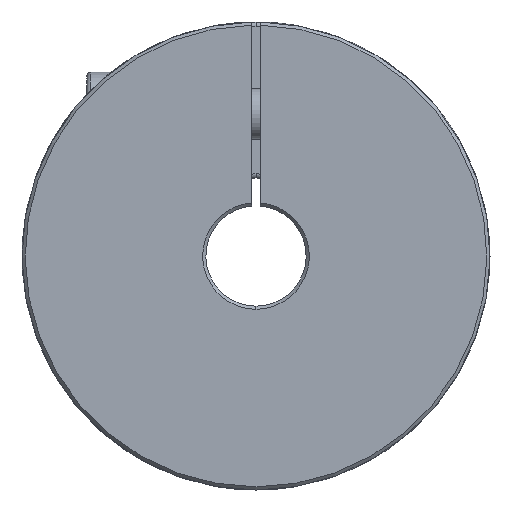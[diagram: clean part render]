
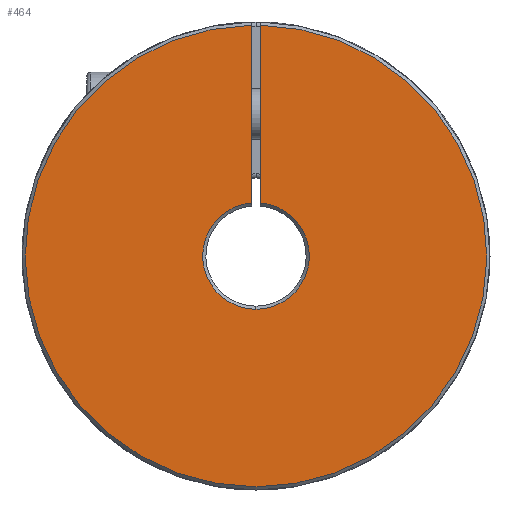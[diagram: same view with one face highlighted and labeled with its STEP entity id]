
A CAD part, left-side view. The second image highlights one B-rep face of the part: STEP entity #464.
In plain terms, the highlighted planar face has unit normal (-1, 0, 0).
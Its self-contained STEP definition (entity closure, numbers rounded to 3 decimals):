
#464 = ADVANCED_FACE ( 'NONE', ( #5076 ), #5709, .T. ) ;
#514 = VERTEX_POINT ( 'NONE', #5765 ) ;
#515 = VERTEX_POINT ( 'NONE', #5766 ) ;
#547 = VERTEX_POINT ( 'NONE', #5798 ) ;
#550 = VERTEX_POINT ( 'NONE', #5801 ) ;
#562 = VERTEX_POINT ( 'NONE', #5813 ) ;
#1394 = EDGE_CURVE ( 'NONE', #514, #515, #5225, .T. ) ;
#1517 = EDGE_CURVE ( 'NONE', #550, #562, #5344, .T. ) ;
#1520 = EDGE_CURVE ( 'NONE', #550, #514, #5355, .T. ) ;
#1521 = EDGE_CURVE ( 'NONE', #547, #562, #5357, .T. ) ;
#1522 = EDGE_CURVE ( 'NONE', #515, #547, #5322, .T. ) ;
#2878 = EDGE_LOOP ( 'NONE', ( #3263, #3264, #3265, #3266, #3267 ) ) ;
#3263 = ORIENTED_EDGE ( 'NONE', *, *, #1522, .F. ) ;
#3264 = ORIENTED_EDGE ( 'NONE', *, *, #1394, .F. ) ;
#3265 = ORIENTED_EDGE ( 'NONE', *, *, #1520, .F. ) ;
#3266 = ORIENTED_EDGE ( 'NONE', *, *, #1517, .T. ) ;
#3267 = ORIENTED_EDGE ( 'NONE', *, *, #1521, .F. ) ;
#3601 = AXIS2_PLACEMENT_3D ( 'NONE', #5708, #5714, #5715 ) ;
#5076 = FACE_OUTER_BOUND ( 'NONE', #2878, .T. ) ;
#5225 = CIRCLE ( 'NONE', #6291, 6.381 ) ;
#5322 = LINE ( 'NONE', #7237, #5346 ) ;
#5342 = VECTOR ( 'NONE', #7225, 1000. ) ;
#5344 = LINE ( 'NONE', #7224, #5342 ) ;
#5346 = VECTOR ( 'NONE', #7238, 1000. ) ;
#5355 = CIRCLE ( 'NONE', #6383, 6.381 ) ;
#5357 = CIRCLE ( 'NONE', #6381, 27.619 ) ;
#5708 = CARTESIAN_POINT ( 'NONE',  ( -29., 0., 0. ) ) ;
#5709 = PLANE ( 'NONE',  #3601 ) ;
#5714 = DIRECTION ( 'NONE',  ( -1., 0., 0. ) ) ;
#5715 = DIRECTION ( 'NONE',  ( 0., 0., -1. ) ) ;
#5765 = CARTESIAN_POINT ( 'NONE',  ( -29., 0., -6.381 ) ) ;
#5766 = CARTESIAN_POINT ( 'NONE',  ( -29., -0.5, 6.361 ) ) ;
#5798 = CARTESIAN_POINT ( 'NONE',  ( -29., -0.5, 27.614 ) ) ;
#5801 = CARTESIAN_POINT ( 'NONE',  ( -29., 0.5, 6.361 ) ) ;
#5813 = CARTESIAN_POINT ( 'NONE',  ( -29., 0.5, 27.614 ) ) ;
#6291 = AXIS2_PLACEMENT_3D ( 'NONE', #6709, #6710, #6711 ) ;
#6381 = AXIS2_PLACEMENT_3D ( 'NONE', #7233, #7235, #7236 ) ;
#6383 = AXIS2_PLACEMENT_3D ( 'NONE', #7230, #7231, #7232 ) ;
#6709 = CARTESIAN_POINT ( 'NONE',  ( -29., 0., 0. ) ) ;
#6710 = DIRECTION ( 'NONE',  ( -1., 0., 0. ) ) ;
#6711 = DIRECTION ( 'NONE',  ( 0., 0., -1. ) ) ;
#7224 = CARTESIAN_POINT ( 'NONE',  ( -29., 0.5, 0. ) ) ;
#7225 = DIRECTION ( 'NONE',  ( 0., 0., 1. ) ) ;
#7230 = CARTESIAN_POINT ( 'NONE',  ( -29., 0., 0. ) ) ;
#7231 = DIRECTION ( 'NONE',  ( -1., 0., 0. ) ) ;
#7232 = DIRECTION ( 'NONE',  ( 0., 0., -1. ) ) ;
#7233 = CARTESIAN_POINT ( 'NONE',  ( -29., 0., 0. ) ) ;
#7235 = DIRECTION ( 'NONE',  ( 1., 0., 0. ) ) ;
#7236 = DIRECTION ( 'NONE',  ( 0., 0., -1. ) ) ;
#7237 = CARTESIAN_POINT ( 'NONE',  ( -29., -0.5, 0. ) ) ;
#7238 = DIRECTION ( 'NONE',  ( 0., 0., 1. ) ) ;
